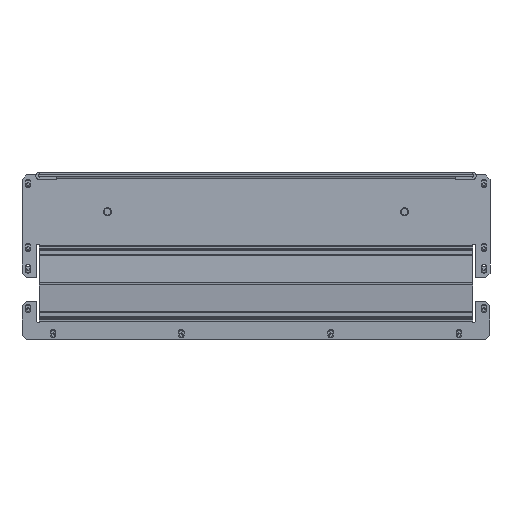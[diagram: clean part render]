
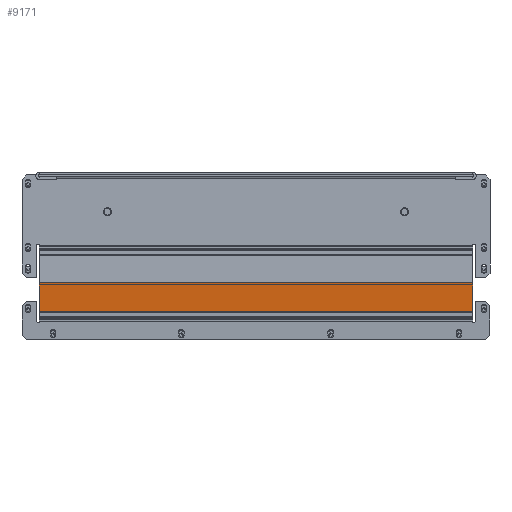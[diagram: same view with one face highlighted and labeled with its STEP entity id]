
A CAD part, front view. The second image highlights one B-rep face of the part: STEP entity #9171.
In plain terms, the highlighted face is planar.
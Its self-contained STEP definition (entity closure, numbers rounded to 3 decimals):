
#157 = VECTOR ( 'NONE', #9088, 1000. ) ;
#261 = ORIENTED_EDGE ( 'NONE', *, *, #7317, .T. ) ;
#618 = EDGE_CURVE ( 'NONE', #7941, #8133, #7282, .T. ) ;
#930 = CARTESIAN_POINT ( 'NONE',  ( 37.5, 2., -508. ) ) ;
#1246 = DIRECTION ( 'NONE',  ( -0.999, -0.032, 0. ) ) ;
#1370 = CARTESIAN_POINT ( 'NONE',  ( 37.5, 2., -508. ) ) ;
#1813 = CARTESIAN_POINT ( 'NONE',  ( 3.5, 0.9, 0. ) ) ;
#2014 = DIRECTION ( 'NONE',  ( -0.032, 0.999, 0. ) ) ;
#2031 = VECTOR ( 'NONE', #2869, 1000. ) ;
#2344 = CARTESIAN_POINT ( 'NONE',  ( 37.5, 2., 0. ) ) ;
#2531 = ORIENTED_EDGE ( 'NONE', *, *, #618, .F. ) ;
#2568 = CARTESIAN_POINT ( 'NONE',  ( 37.5, 2., 0. ) ) ;
#2633 = VECTOR ( 'NONE', #1246, 1000. ) ;
#2805 = PLANE ( 'NONE',  #3218 ) ;
#2869 = DIRECTION ( 'NONE',  ( 0., 0., 1. ) ) ;
#2979 = VERTEX_POINT ( 'NONE', #1813 ) ;
#3143 = EDGE_CURVE ( 'NONE', #3144, #2979, #4444, .T. ) ;
#3144 = VERTEX_POINT ( 'NONE', #4336 ) ;
#3168 = ORIENTED_EDGE ( 'NONE', *, *, #5399, .F. ) ;
#3218 = AXIS2_PLACEMENT_3D ( 'NONE', #9474, #2014, #8071 ) ;
#4336 = CARTESIAN_POINT ( 'NONE',  ( 3.5, 0.9, -508. ) ) ;
#4444 = LINE ( 'NONE', #8146, #7017 ) ;
#5399 = EDGE_CURVE ( 'NONE', #8133, #2979, #6448, .T. ) ;
#6448 = LINE ( 'NONE', #2344, #157 ) ;
#6510 = EDGE_LOOP ( 'NONE', ( #3168, #2531, #261, #8409 ) ) ;
#7017 = VECTOR ( 'NONE', #8753, 1000. ) ;
#7282 = LINE ( 'NONE', #8711, #2031 ) ;
#7317 = EDGE_CURVE ( 'NONE', #7941, #3144, #8960, .T. ) ;
#7941 = VERTEX_POINT ( 'NONE', #930 ) ;
#8071 = DIRECTION ( 'NONE',  ( -0.999, -0.032, 0. ) ) ;
#8133 = VERTEX_POINT ( 'NONE', #2568 ) ;
#8146 = CARTESIAN_POINT ( 'NONE',  ( 3.5, 0.9, -508. ) ) ;
#8409 = ORIENTED_EDGE ( 'NONE', *, *, #3143, .T. ) ;
#8698 = FACE_OUTER_BOUND ( 'NONE', #6510, .T. ) ;
#8711 = CARTESIAN_POINT ( 'NONE',  ( 37.5, 2., -508. ) ) ;
#8753 = DIRECTION ( 'NONE',  ( 0., 0., 1. ) ) ;
#8960 = LINE ( 'NONE', #1370, #2633 ) ;
#9088 = DIRECTION ( 'NONE',  ( -0.999, -0.032, 0. ) ) ;
#9171 = ADVANCED_FACE ( 'NONE', ( #8698 ), #2805, .T. ) ;
#9474 = CARTESIAN_POINT ( 'NONE',  ( 37.5, 2., -508. ) ) ;
